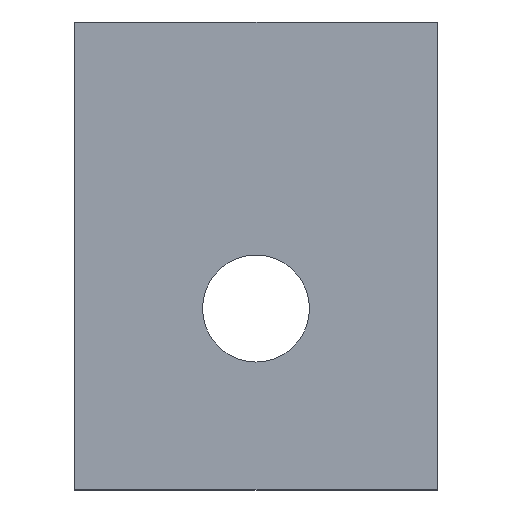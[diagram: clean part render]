
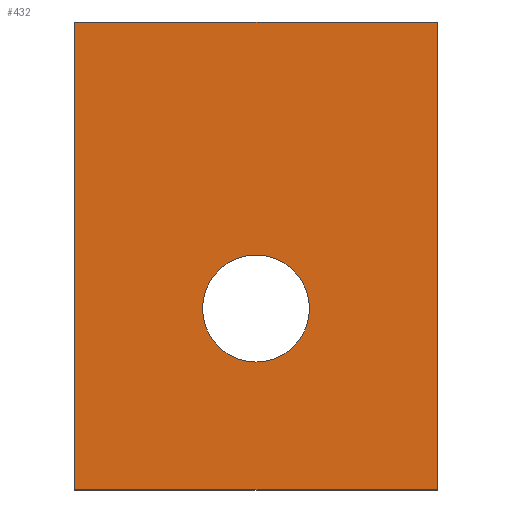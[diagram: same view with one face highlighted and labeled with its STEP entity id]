
A CAD part, left-side view. The second image highlights one B-rep face of the part: STEP entity #432.
In plain terms, the highlighted planar face has unit normal (-1, 0, 0).
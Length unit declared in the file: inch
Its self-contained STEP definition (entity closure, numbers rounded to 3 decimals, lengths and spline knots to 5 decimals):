
#6 = ORIENTED_EDGE ( 'NONE', *, *, #200, .T. ) ;
#12 = EDGE_LOOP ( 'NONE', ( #349, #223, #288, #63 ) ) ;
#32 = EDGE_LOOP ( 'NONE', ( #400, #6 ) ) ;
#38 = DIRECTION ( 'NONE',  ( 0., 0., -1. ) ) ;
#41 = AXIS2_PLACEMENT_3D ( 'NONE', #286, #85, #225 ) ;
#46 = DIRECTION ( 'NONE',  ( 0., 0., 1. ) ) ;
#51 = DIRECTION ( 'NONE',  ( 1., 0., 0. ) ) ;
#56 = DIRECTION ( 'NONE',  ( 0., 0., 1. ) ) ;
#59 = CARTESIAN_POINT ( 'NONE',  ( 0., 0.475, 0. ) ) ;
#63 = ORIENTED_EDGE ( 'NONE', *, *, #66, .F. ) ;
#66 = EDGE_CURVE ( 'NONE', #248, #343, #407, .T. ) ;
#85 = DIRECTION ( 'NONE',  ( 1., 0., 0. ) ) ;
#97 = CARTESIAN_POINT ( 'NONE',  ( 0., 0.475, 0. ) ) ;
#100 = AXIS2_PLACEMENT_3D ( 'NONE', #258, #51, #393 ) ;
#107 = CARTESIAN_POINT ( 'NONE',  ( 0., 0.475, 0. ) ) ;
#124 = EDGE_CURVE ( 'NONE', #222, #264, #293, .T. ) ;
#139 = EDGE_CURVE ( 'NONE', #343, #379, #388, .T. ) ;
#145 = EDGE_CURVE ( 'NONE', #248, #354, #315, .T. ) ;
#153 = CARTESIAN_POINT ( 'NONE',  ( 0., 0.475, -0.6125 ) ) ;
#167 = FACE_BOUND ( 'NONE', #32, .T. ) ;
#168 = VECTOR ( 'NONE', #418, 39.37008 ) ;
#171 = DIRECTION ( 'NONE',  ( 0., -1., 0. ) ) ;
#175 = CARTESIAN_POINT ( 'NONE',  ( 0., 0., -0.6125 ) ) ;
#187 = VECTOR ( 'NONE', #46, 39.37008 ) ;
#194 = CARTESIAN_POINT ( 'NONE',  ( 0., 0.2375, -0.445 ) ) ;
#200 = EDGE_CURVE ( 'NONE', #264, #222, #334, .T. ) ;
#212 = LINE ( 'NONE', #59, #255 ) ;
#222 = VERTEX_POINT ( 'NONE', #194 ) ;
#223 = ORIENTED_EDGE ( 'NONE', *, *, #323, .F. ) ;
#225 = DIRECTION ( 'NONE',  ( 0., 0., -1. ) ) ;
#230 = CARTESIAN_POINT ( 'NONE',  ( 0., 0.2375, -0.305 ) ) ;
#248 = VERTEX_POINT ( 'NONE', #175 ) ;
#250 = AXIS2_PLACEMENT_3D ( 'NONE', #107, #377, #38 ) ;
#255 = VECTOR ( 'NONE', #171, 39.37008 ) ;
#258 = CARTESIAN_POINT ( 'NONE',  ( 0., 0.2375, -0.375 ) ) ;
#264 = VERTEX_POINT ( 'NONE', #230 ) ;
#266 = CARTESIAN_POINT ( 'NONE',  ( 0., 0.475, -0.6125 ) ) ;
#286 = CARTESIAN_POINT ( 'NONE',  ( 0., 0.2375, -0.375 ) ) ;
#288 = ORIENTED_EDGE ( 'NONE', *, *, #139, .F. ) ;
#293 = CIRCLE ( 'NONE', #100, 0.07 ) ;
#315 = LINE ( 'NONE', #329, #187 ) ;
#323 = EDGE_CURVE ( 'NONE', #379, #354, #212, .T. ) ;
#329 = CARTESIAN_POINT ( 'NONE',  ( 0., 0., 0. ) ) ;
#334 = CIRCLE ( 'NONE', #41, 0.07 ) ;
#338 = CARTESIAN_POINT ( 'NONE',  ( 0., 0., 0. ) ) ;
#341 = VECTOR ( 'NONE', #56, 39.37008 ) ;
#343 = VERTEX_POINT ( 'NONE', #266 ) ;
#349 = ORIENTED_EDGE ( 'NONE', *, *, #145, .T. ) ;
#354 = VERTEX_POINT ( 'NONE', #338 ) ;
#377 = DIRECTION ( 'NONE',  ( 1., 0., 0. ) ) ;
#379 = VERTEX_POINT ( 'NONE', #97 ) ;
#387 = FACE_OUTER_BOUND ( 'NONE', #12, .T. ) ;
#388 = LINE ( 'NONE', #433, #341 ) ;
#393 = DIRECTION ( 'NONE',  ( 0., 0., -1. ) ) ;
#400 = ORIENTED_EDGE ( 'NONE', *, *, #124, .T. ) ;
#407 = LINE ( 'NONE', #153, #168 ) ;
#413 = PLANE ( 'NONE',  #250 ) ;
#418 = DIRECTION ( 'NONE',  ( 0., 1., 0. ) ) ;
#432 = ADVANCED_FACE ( 'NONE', ( #167, #387 ), #413, .F. ) ;
#433 = CARTESIAN_POINT ( 'NONE',  ( 0., 0.475, 0. ) ) ;
